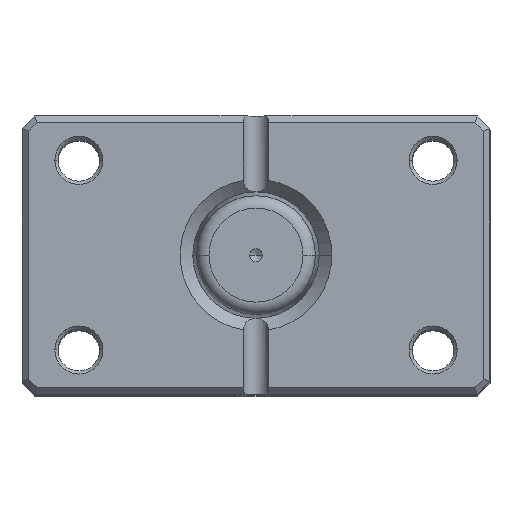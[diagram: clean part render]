
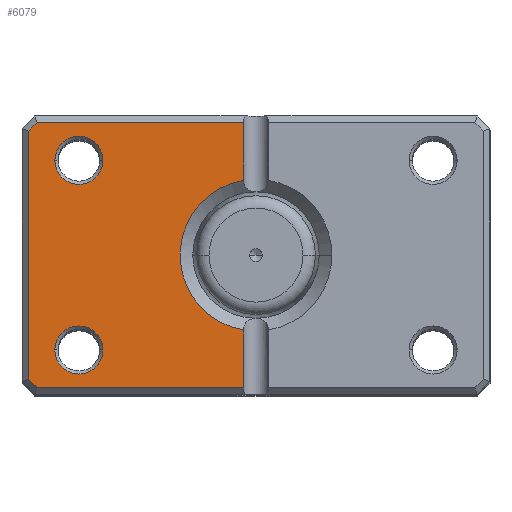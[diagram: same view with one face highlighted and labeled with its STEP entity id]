
A CAD part, top view. The second image highlights one B-rep face of the part: STEP entity #6079.
In plain terms, the highlighted face is planar.
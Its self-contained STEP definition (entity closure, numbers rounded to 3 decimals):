
#3 = VECTOR ( 'NONE', #2857, 1000. ) ;
#169 = DIRECTION ( 'NONE',  ( 0.707, -0.707, 0. ) ) ;
#172 = EDGE_CURVE ( 'NONE', #6160, #4569, #1476, .T. ) ;
#182 = DIRECTION ( 'NONE',  ( 0., 0., 1. ) ) ;
#207 = CARTESIAN_POINT ( 'NONE',  ( 28., -15., 0. ) ) ;
#247 = FACE_BOUND ( 'NONE', #6281, .T. ) ;
#250 = AXIS2_PLACEMENT_3D ( 'NONE', #3646, #758, #4145 ) ;
#269 = CARTESIAN_POINT ( 'NONE',  ( 0., 21., 0. ) ) ;
#366 = LINE ( 'NONE', #3062, #2932 ) ;
#380 = CARTESIAN_POINT ( 'NONE',  ( 31.8, 15., 0. ) ) ;
#404 = FACE_BOUND ( 'NONE', #3747, .T. ) ;
#413 = CARTESIAN_POINT ( 'NONE',  ( 24.2, 15., 0. ) ) ;
#417 = CARTESIAN_POINT ( 'NONE',  ( 34.586, 21., 0. ) ) ;
#569 = DIRECTION ( 'NONE',  ( 1., 0., 0. ) ) ;
#661 = DIRECTION ( 'NONE',  ( -1., 0., 0. ) ) ;
#704 = DIRECTION ( 'NONE',  ( 0., -1., 0. ) ) ;
#711 = VERTEX_POINT ( 'NONE', #380 ) ;
#758 = DIRECTION ( 'NONE',  ( 0., 0., 1. ) ) ;
#777 = CARTESIAN_POINT ( 'NONE',  ( 2., 11.832, 0. ) ) ;
#824 = CARTESIAN_POINT ( 'NONE',  ( 34.586, -21., 0. ) ) ;
#864 = CARTESIAN_POINT ( 'NONE',  ( 28., 15., 0. ) ) ;
#915 = CIRCLE ( 'NONE', #4688, 3.8 ) ;
#957 = CARTESIAN_POINT ( 'NONE',  ( 2., 22., 0. ) ) ;
#1008 = EDGE_CURVE ( 'NONE', #4107, #1318, #4857, .T. ) ;
#1151 = LINE ( 'NONE', #3069, #2281 ) ;
#1173 = LINE ( 'NONE', #3137, #3744 ) ;
#1177 = PLANE ( 'NONE',  #4939 ) ;
#1212 = EDGE_CURVE ( 'NONE', #1318, #4107, #4820, .T. ) ;
#1268 = LINE ( 'NONE', #269, #3 ) ;
#1318 = VERTEX_POINT ( 'NONE', #2544 ) ;
#1352 = DIRECTION ( 'NONE',  ( 1., 0., 0. ) ) ;
#1363 = FACE_OUTER_BOUND ( 'NONE', #2927, .T. ) ;
#1468 = VERTEX_POINT ( 'NONE', #5714 ) ;
#1476 = LINE ( 'NONE', #957, #4058 ) ;
#1510 = CARTESIAN_POINT ( 'NONE',  ( 2., -11.832, 0. ) ) ;
#1565 = VERTEX_POINT ( 'NONE', #3702 ) ;
#1663 = DIRECTION ( 'NONE',  ( 0., 0., 1. ) ) ;
#1671 = EDGE_CURVE ( 'NONE', #4569, #4545, #1268, .T. ) ;
#1676 = DIRECTION ( 'NONE',  ( 0., 0., 1. ) ) ;
#1830 = VERTEX_POINT ( 'NONE', #824 ) ;
#1918 = ORIENTED_EDGE ( 'NONE', *, *, #1671, .T. ) ;
#2160 = ORIENTED_EDGE ( 'NONE', *, *, #1212, .T. ) ;
#2281 = VECTOR ( 'NONE', #661, 1000. ) ;
#2306 = ORIENTED_EDGE ( 'NONE', *, *, #2835, .T. ) ;
#2347 = DIRECTION ( 'NONE',  ( 0., 0., 1. ) ) ;
#2478 = CIRCLE ( 'NONE', #6247, 3.8 ) ;
#2515 = EDGE_CURVE ( 'NONE', #711, #3739, #2478, .T. ) ;
#2544 = CARTESIAN_POINT ( 'NONE',  ( 24.2, -15., 0. ) ) ;
#2622 = CARTESIAN_POINT ( 'NONE',  ( 0., 0., 0. ) ) ;
#2765 = VERTEX_POINT ( 'NONE', #3026 ) ;
#2786 = CARTESIAN_POINT ( 'NONE',  ( 2., 22., 0. ) ) ;
#2789 = AXIS2_PLACEMENT_3D ( 'NONE', #207, #1663, #569 ) ;
#2835 = EDGE_CURVE ( 'NONE', #4545, #2765, #366, .T. ) ;
#2857 = DIRECTION ( 'NONE',  ( 1., 0., 0. ) ) ;
#2910 = AXIS2_PLACEMENT_3D ( 'NONE', #6144, #182, #4442 ) ;
#2926 = ORIENTED_EDGE ( 'NONE', *, *, #2515, .T. ) ;
#2927 = EDGE_LOOP ( 'NONE', ( #5672, #4508, #5988, #1918, #2306, #4873, #4065, #3372 ) ) ;
#2932 = VECTOR ( 'NONE', #169, 1000. ) ;
#3026 = CARTESIAN_POINT ( 'NONE',  ( 36., 19.586, 0. ) ) ;
#3043 = VECTOR ( 'NONE', #4659, 1000. ) ;
#3062 = CARTESIAN_POINT ( 'NONE',  ( 27.793, 27.793, 0. ) ) ;
#3069 = CARTESIAN_POINT ( 'NONE',  ( 0., -21., 0. ) ) ;
#3137 = CARTESIAN_POINT ( 'NONE',  ( 36., 0., 0. ) ) ;
#3184 = LINE ( 'NONE', #5126, #3043 ) ;
#3278 = DIRECTION ( 'NONE',  ( 0., 1., 0. ) ) ;
#3372 = ORIENTED_EDGE ( 'NONE', *, *, #5212, .T. ) ;
#3601 = ORIENTED_EDGE ( 'NONE', *, *, #1008, .T. ) ;
#3646 = CARTESIAN_POINT ( 'NONE',  ( 0., 0., 0. ) ) ;
#3689 = EDGE_CURVE ( 'NONE', #1565, #5495, #4070, .T. ) ;
#3702 = CARTESIAN_POINT ( 'NONE',  ( 2., -21., 0. ) ) ;
#3739 = VERTEX_POINT ( 'NONE', #413 ) ;
#3744 = VECTOR ( 'NONE', #704, 1000. ) ;
#3747 = EDGE_LOOP ( 'NONE', ( #5032, #2926 ) ) ;
#3781 = DIRECTION ( 'NONE',  ( 0., 1., 0. ) ) ;
#3913 = VECTOR ( 'NONE', #3278, 1000. ) ;
#4058 = VECTOR ( 'NONE', #3781, 1000. ) ;
#4065 = ORIENTED_EDGE ( 'NONE', *, *, #6197, .T. ) ;
#4070 = LINE ( 'NONE', #2786, #3913 ) ;
#4107 = VERTEX_POINT ( 'NONE', #5395 ) ;
#4145 = DIRECTION ( 'NONE',  ( 1., 0., 0. ) ) ;
#4253 = DIRECTION ( 'NONE',  ( 0., 0., 1. ) ) ;
#4338 = EDGE_CURVE ( 'NONE', #2765, #1468, #1173, .T. ) ;
#4442 = DIRECTION ( 'NONE',  ( 1., 0., 0. ) ) ;
#4508 = ORIENTED_EDGE ( 'NONE', *, *, #4854, .T. ) ;
#4545 = VERTEX_POINT ( 'NONE', #417 ) ;
#4569 = VERTEX_POINT ( 'NONE', #6256 ) ;
#4659 = DIRECTION ( 'NONE',  ( -0.707, -0.707, 0. ) ) ;
#4688 = AXIS2_PLACEMENT_3D ( 'NONE', #864, #4253, #1352 ) ;
#4820 = CIRCLE ( 'NONE', #2789, 3.8 ) ;
#4854 = EDGE_CURVE ( 'NONE', #5495, #6160, #5886, .T. ) ;
#4857 = CIRCLE ( 'NONE', #2910, 3.8 ) ;
#4873 = ORIENTED_EDGE ( 'NONE', *, *, #4338, .T. ) ;
#4939 = AXIS2_PLACEMENT_3D ( 'NONE', #2622, #1676, #5043 ) ;
#5032 = ORIENTED_EDGE ( 'NONE', *, *, #5780, .T. ) ;
#5043 = DIRECTION ( 'NONE',  ( 1., 0., 0. ) ) ;
#5126 = CARTESIAN_POINT ( 'NONE',  ( 27.793, -27.793, 0. ) ) ;
#5212 = EDGE_CURVE ( 'NONE', #1830, #1565, #1151, .T. ) ;
#5246 = CARTESIAN_POINT ( 'NONE',  ( 28., 15., 0. ) ) ;
#5395 = CARTESIAN_POINT ( 'NONE',  ( 31.8, -15., 0. ) ) ;
#5495 = VERTEX_POINT ( 'NONE', #1510 ) ;
#5672 = ORIENTED_EDGE ( 'NONE', *, *, #3689, .T. ) ;
#5714 = CARTESIAN_POINT ( 'NONE',  ( 36., -19.586, 0. ) ) ;
#5766 = DIRECTION ( 'NONE',  ( 1., 0., 0. ) ) ;
#5780 = EDGE_CURVE ( 'NONE', #3739, #711, #915, .T. ) ;
#5886 = CIRCLE ( 'NONE', #250, 12. ) ;
#5988 = ORIENTED_EDGE ( 'NONE', *, *, #172, .T. ) ;
#6079 = ADVANCED_FACE ( 'NONE', ( #247, #404, #1363 ), #1177, .F. ) ;
#6144 = CARTESIAN_POINT ( 'NONE',  ( 28., -15., 0. ) ) ;
#6160 = VERTEX_POINT ( 'NONE', #777 ) ;
#6197 = EDGE_CURVE ( 'NONE', #1468, #1830, #3184, .T. ) ;
#6247 = AXIS2_PLACEMENT_3D ( 'NONE', #5246, #2347, #5766 ) ;
#6256 = CARTESIAN_POINT ( 'NONE',  ( 2., 21., 0. ) ) ;
#6281 = EDGE_LOOP ( 'NONE', ( #2160, #3601 ) ) ;
